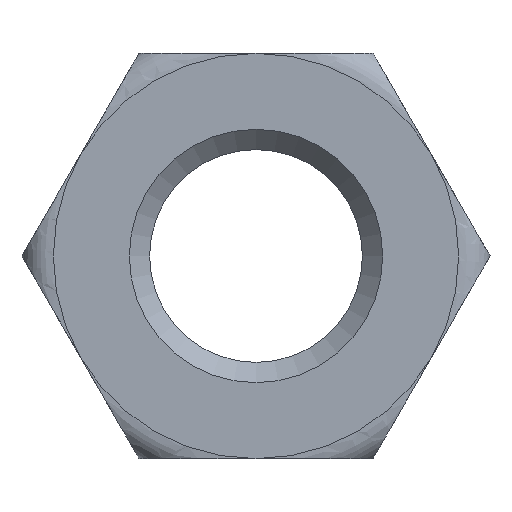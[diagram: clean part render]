
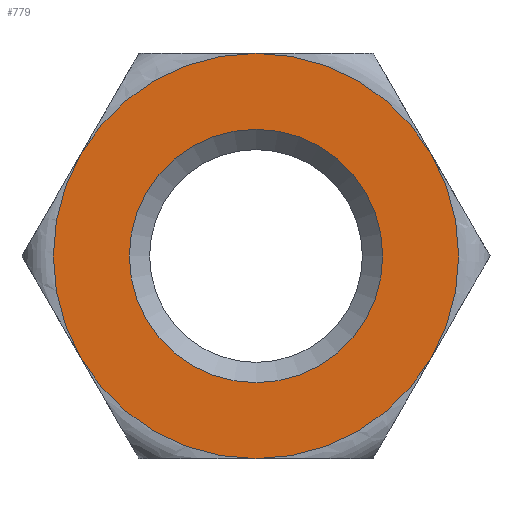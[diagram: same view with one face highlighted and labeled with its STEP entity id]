
A CAD part, front view. The second image highlights one B-rep face of the part: STEP entity #779.
In plain terms, the highlighted planar face has unit normal (0, -1, 0).
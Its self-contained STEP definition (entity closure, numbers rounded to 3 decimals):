
#20 = DIRECTION ( 'NONE',  ( 0., 1., 0. ) ) ;
#36 = CARTESIAN_POINT ( 'NONE',  ( 0., -2., 0. ) ) ;
#37 = CARTESIAN_POINT ( 'NONE',  ( 3.464, -2., -2. ) ) ;
#42 = CARTESIAN_POINT ( 'NONE',  ( 0., -2., 4. ) ) ;
#65 = EDGE_LOOP ( 'NONE', ( #132, #772, #646, #806, #273, #781 ) ) ;
#77 = CARTESIAN_POINT ( 'NONE',  ( 0., -2., 0. ) ) ;
#95 = CIRCLE ( 'NONE', #912, 4. ) ;
#105 = EDGE_CURVE ( 'NONE', #793, #158, #875, .T. ) ;
#108 = CARTESIAN_POINT ( 'NONE',  ( -3.464, -2., 2. ) ) ;
#117 = CARTESIAN_POINT ( 'NONE',  ( 0., -2., 2.5 ) ) ;
#126 = CARTESIAN_POINT ( 'NONE',  ( 3.464, -2., 2. ) ) ;
#132 = ORIENTED_EDGE ( 'NONE', *, *, #598, .F. ) ;
#158 = VERTEX_POINT ( 'NONE', #864 ) ;
#173 = PLANE ( 'NONE',  #371 ) ;
#201 = VERTEX_POINT ( 'NONE', #108 ) ;
#238 = CARTESIAN_POINT ( 'NONE',  ( 0., -2., -4. ) ) ;
#249 = AXIS2_PLACEMENT_3D ( 'NONE', #816, #805, #669 ) ;
#259 = VERTEX_POINT ( 'NONE', #37 ) ;
#260 = CARTESIAN_POINT ( 'NONE',  ( 0., -2., 0. ) ) ;
#273 = ORIENTED_EDGE ( 'NONE', *, *, #643, .F. ) ;
#299 = CARTESIAN_POINT ( 'NONE',  ( 0., -2., 0. ) ) ;
#311 = VERTEX_POINT ( 'NONE', #42 ) ;
#326 = FACE_OUTER_BOUND ( 'NONE', #65, .T. ) ;
#329 = AXIS2_PLACEMENT_3D ( 'NONE', #569, #438, #915 ) ;
#335 = EDGE_LOOP ( 'NONE', ( #878 ) ) ;
#344 = CIRCLE ( 'NONE', #548, 4. ) ;
#347 = VERTEX_POINT ( 'NONE', #117 ) ;
#371 = AXIS2_PLACEMENT_3D ( 'NONE', #385, #20, #796 ) ;
#385 = CARTESIAN_POINT ( 'NONE',  ( 0., -2., 0. ) ) ;
#393 = EDGE_CURVE ( 'NONE', #311, #831, #694, .T. ) ;
#411 = DIRECTION ( 'NONE',  ( 1., 0., 0. ) ) ;
#427 = CIRCLE ( 'NONE', #515, 4. ) ;
#433 = DIRECTION ( 'NONE',  ( 0., 1., 0. ) ) ;
#434 = EDGE_CURVE ( 'NONE', #831, #259, #344, .T. ) ;
#438 = DIRECTION ( 'NONE',  ( 0., 1., 0. ) ) ;
#467 = DIRECTION ( 'NONE',  ( -1., 0., 0. ) ) ;
#495 = DIRECTION ( 'NONE',  ( 1., 0., 0. ) ) ;
#515 = AXIS2_PLACEMENT_3D ( 'NONE', #36, #613, #411 ) ;
#548 = AXIS2_PLACEMENT_3D ( 'NONE', #299, #913, #723 ) ;
#568 = EDGE_CURVE ( 'NONE', #347, #347, #825, .T. ) ;
#569 = CARTESIAN_POINT ( 'NONE',  ( 0., -2., 0. ) ) ;
#583 = CARTESIAN_POINT ( 'NONE',  ( 0., -2., 0. ) ) ;
#588 = DIRECTION ( 'NONE',  ( 1., 0., 0. ) ) ;
#598 = EDGE_CURVE ( 'NONE', #259, #793, #427, .T. ) ;
#613 = DIRECTION ( 'NONE',  ( 0., 1., 0. ) ) ;
#643 = EDGE_CURVE ( 'NONE', #158, #201, #750, .T. ) ;
#646 = ORIENTED_EDGE ( 'NONE', *, *, #393, .F. ) ;
#661 = AXIS2_PLACEMENT_3D ( 'NONE', #77, #711, #588 ) ;
#665 = AXIS2_PLACEMENT_3D ( 'NONE', #583, #433, #495 ) ;
#669 = DIRECTION ( 'NONE',  ( 0., 0., 1. ) ) ;
#694 = CIRCLE ( 'NONE', #329, 4. ) ;
#699 = DIRECTION ( 'NONE',  ( 0., 1., 0. ) ) ;
#711 = DIRECTION ( 'NONE',  ( 0., 1., 0. ) ) ;
#723 = DIRECTION ( 'NONE',  ( 1., 0., 0. ) ) ;
#732 = FACE_BOUND ( 'NONE', #335, .T. ) ;
#750 = CIRCLE ( 'NONE', #665, 4. ) ;
#772 = ORIENTED_EDGE ( 'NONE', *, *, #434, .F. ) ;
#779 = ADVANCED_FACE ( 'NONE', ( #732, #326 ), #173, .F. ) ;
#781 = ORIENTED_EDGE ( 'NONE', *, *, #105, .F. ) ;
#793 = VERTEX_POINT ( 'NONE', #238 ) ;
#796 = DIRECTION ( 'NONE',  ( 0., 0., 1. ) ) ;
#805 = DIRECTION ( 'NONE',  ( 0., 1., 0. ) ) ;
#806 = ORIENTED_EDGE ( 'NONE', *, *, #882, .F. ) ;
#816 = CARTESIAN_POINT ( 'NONE',  ( 0., -2., 0. ) ) ;
#825 = CIRCLE ( 'NONE', #249, 2.5 ) ;
#831 = VERTEX_POINT ( 'NONE', #126 ) ;
#864 = CARTESIAN_POINT ( 'NONE',  ( -3.464, -2., -2. ) ) ;
#875 = CIRCLE ( 'NONE', #661, 4. ) ;
#878 = ORIENTED_EDGE ( 'NONE', *, *, #568, .T. ) ;
#882 = EDGE_CURVE ( 'NONE', #201, #311, #95, .T. ) ;
#912 = AXIS2_PLACEMENT_3D ( 'NONE', #260, #699, #467 ) ;
#913 = DIRECTION ( 'NONE',  ( 0., 1., 0. ) ) ;
#915 = DIRECTION ( 'NONE',  ( 1., 0., 0. ) ) ;
